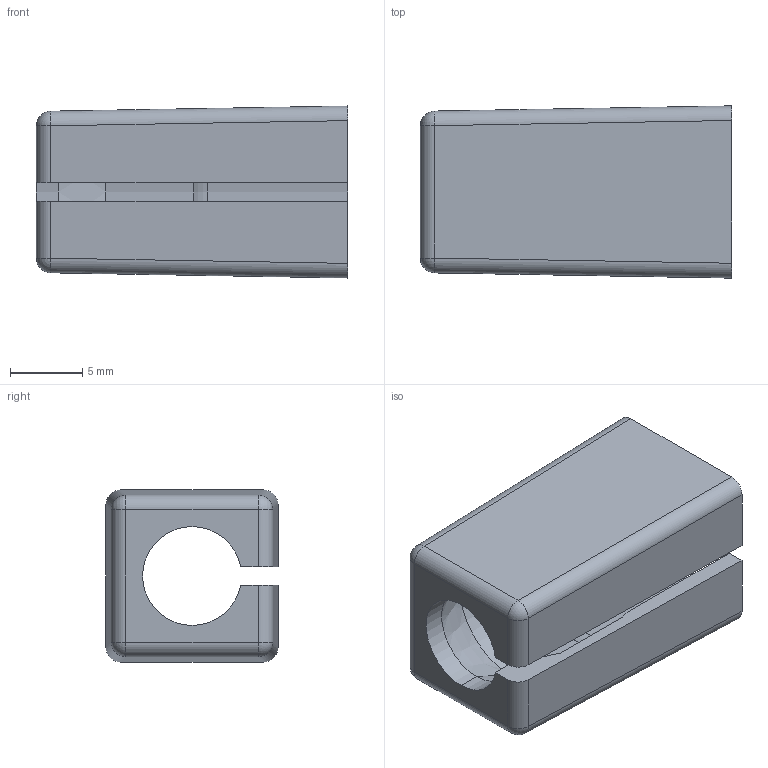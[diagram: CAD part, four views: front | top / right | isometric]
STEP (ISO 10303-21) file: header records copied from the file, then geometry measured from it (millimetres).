
FILE_DESCRIPTION (( 'STEP AP214' ), '1' );
FILE_NAME ('V5 Robot Battery Charging Dock min.STEP', '2024-08-23T05:50:05', ( '' ), ( '' ), 'SwSTEP 2.0', 'SolidWorks 2024', '' );
FILE_SCHEMA (( 'AUTOMOTIVE_DESIGN' ));
Length unit declared in the file: inch
Products named in the file (1): V5 Robot Battery Charging Dock min
Bounding box: 21.59 x 11.93 x 11.93 mm (x, y, z)
Volume: 1351 mm3; surface area: 1729.2 mm2
Topology: 1 solids, 1 shells, 37 faces, 85 edges, 50 vertices
Faces by surface type: cylinder 18, plane 9, sphere 4, torus 3, cone 3
Entity records: 1068 total; most frequent: CARTESIAN_POINT 201, DIRECTION 187, ORIENTED_EDGE 170, EDGE_CURVE 85, AXIS2_PLACEMENT_3D 72, VERTEX_POINT 50, VECTOR 43, LINE 43
